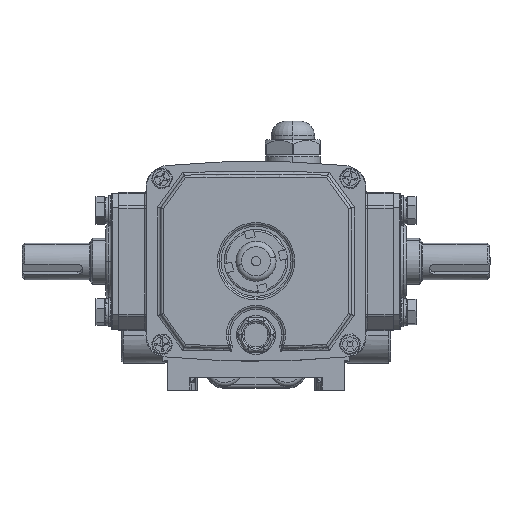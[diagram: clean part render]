
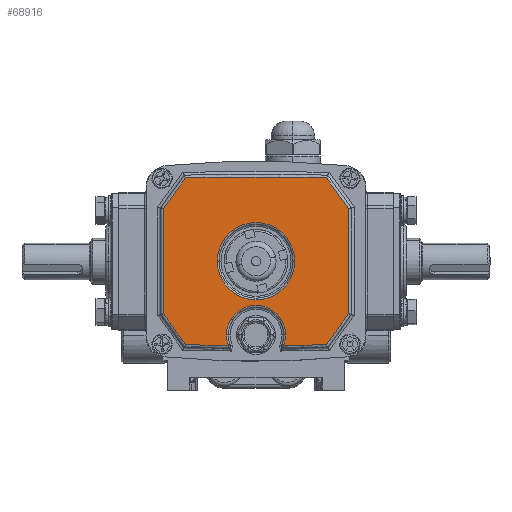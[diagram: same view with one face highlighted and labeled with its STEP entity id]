
A CAD part, top view. The second image highlights one B-rep face of the part: STEP entity #68916.
In plain terms, the highlighted planar face has unit normal (0, 0, 1).
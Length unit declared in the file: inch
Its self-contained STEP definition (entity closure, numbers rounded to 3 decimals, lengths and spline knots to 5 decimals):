
#781 = AXIS2_PLACEMENT_3D ( 'NONE', #54740, #19461, #60634 ) ;
#1054 = DIRECTION ( 'NONE',  ( 0., 0., 1. ) ) ;
#2443 = AXIS2_PLACEMENT_3D ( 'NONE', #72747, #31970, #49264 ) ;
#2513 = EDGE_CURVE ( 'NONE', #29953, #71394, #73706, .T. ) ;
#2702 = CARTESIAN_POINT ( 'NONE',  ( -0.58865, -1.79907, 8.00197 ) ) ;
#2785 = ORIENTED_EDGE ( 'NONE', *, *, #2513, .T. ) ;
#2896 = CARTESIAN_POINT ( 'NONE',  ( -0.82677, 0., 8.00197 ) ) ;
#4823 = CIRCLE ( 'NONE', #4828, 0.82677 ) ;
#4828 = AXIS2_PLACEMENT_3D ( 'NONE', #60944, #25642, #66861 ) ;
#6501 = CARTESIAN_POINT ( 'NONE',  ( 0., -1.5748, 8.00197 ) ) ;
#6963 = ORIENTED_EDGE ( 'NONE', *, *, #25354, .T. ) ;
#7862 = CARTESIAN_POINT ( 'NONE',  ( -1.97835, -55.36728, 8.00197 ) ) ;
#8668 = LINE ( 'NONE', #7862, #39980 ) ;
#9014 = PLANE ( 'NONE',  #52595 ) ;
#9889 = AXIS2_PLACEMENT_3D ( 'NONE', #19040, #60200, #24921 ) ;
#9896 = CARTESIAN_POINT ( 'NONE',  ( 1.97835, -1.12272, 8.00197 ) ) ;
#10624 = EDGE_CURVE ( 'NONE', #33213, #46833, #47658, .T. ) ;
#12249 = CARTESIAN_POINT ( 'NONE',  ( 1.97835, -55.36728, 8.00197 ) ) ;
#12373 = DIRECTION ( 'NONE',  ( -1., 0., 0. ) ) ;
#12619 = EDGE_CURVE ( 'NONE', #46794, #18010, #20767, .T. ) ;
#13700 = CARTESIAN_POINT ( 'NONE',  ( 28.07159, -35.20317, 8.00197 ) ) ;
#13825 = VERTEX_POINT ( 'NONE', #62136 ) ;
#13874 = EDGE_CURVE ( 'NONE', #71394, #46794, #63935, .T. ) ;
#14113 = DIRECTION ( 'NONE',  ( -0.583, 0.812, 0. ) ) ;
#14173 = ORIENTED_EDGE ( 'NONE', *, *, #23036, .T. ) ;
#14943 = DIRECTION ( 'NONE',  ( -1., 0., 0. ) ) ;
#16915 = ORIENTED_EDGE ( 'NONE', *, *, #41054, .T. ) ;
#18010 = VERTEX_POINT ( 'NONE', #57816 ) ;
#18974 = CARTESIAN_POINT ( 'NONE',  ( 0., -1.5748, 8.00197 ) ) ;
#19040 = CARTESIAN_POINT ( 'NONE',  ( 0., 55.36728, 8.00197 ) ) ;
#19461 = DIRECTION ( 'NONE',  ( 0., 0., -1. ) ) ;
#20005 = DIRECTION ( 'NONE',  ( 0.583, 0.812, 0. ) ) ;
#20617 = ORIENTED_EDGE ( 'NONE', *, *, #64765, .T. ) ;
#20767 = LINE ( 'NONE', #29191, #36426 ) ;
#21212 = ORIENTED_EDGE ( 'NONE', *, *, #62849, .T. ) ;
#21727 = VERTEX_POINT ( 'NONE', #2896 ) ;
#22452 = CARTESIAN_POINT ( 'NONE',  ( 1.97835, 1.12272, 8.00197 ) ) ;
#23036 = EDGE_CURVE ( 'NONE', #13825, #21727, #71780, .T. ) ;
#24853 = DIRECTION ( 'NONE',  ( -1., 0., 0. ) ) ;
#24902 = CIRCLE ( 'NONE', #9889, 57.16938 ) ;
#24921 = DIRECTION ( 'NONE',  ( -1., 0., 0. ) ) ;
#25354 = EDGE_CURVE ( 'NONE', #30769, #63126, #38771, .T. ) ;
#25642 = DIRECTION ( 'NONE',  ( 0., 0., -1. ) ) ;
#25954 = EDGE_CURVE ( 'NONE', #46833, #30769, #24902, .T. ) ;
#26887 = CARTESIAN_POINT ( 'NONE',  ( -1.50457, 1.7823, 8.00197 ) ) ;
#27047 = CARTESIAN_POINT ( 'NONE',  ( 0., 0., 8.00197 ) ) ;
#27618 = VERTEX_POINT ( 'NONE', #42911 ) ;
#27873 = ORIENTED_EDGE ( 'NONE', *, *, #33052, .T. ) ;
#28663 = DIRECTION ( 'NONE',  ( -0.583, -0.812, 0. ) ) ;
#29191 = CARTESIAN_POINT ( 'NONE',  ( -28.07159, -35.20317, 8.00197 ) ) ;
#29890 = CARTESIAN_POINT ( 'NONE',  ( -0.62992, -1.5748, 8.00197 ) ) ;
#29901 = LINE ( 'NONE', #12249, #75102 ) ;
#29953 = VERTEX_POINT ( 'NONE', #22452 ) ;
#30638 = FACE_BOUND ( 'NONE', #40852, .T. ) ;
#30769 = VERTEX_POINT ( 'NONE', #2702 ) ;
#31480 = AXIS2_PLACEMENT_3D ( 'NONE', #27047, #68273, #32966 ) ;
#31970 = DIRECTION ( 'NONE',  ( 0., 0., 1. ) ) ;
#32012 = EDGE_CURVE ( 'NONE', #75576, #36183, #74107, .T. ) ;
#32966 = DIRECTION ( 'NONE',  ( -1., 0., 0. ) ) ;
#33052 = EDGE_CURVE ( 'NONE', #21727, #13825, #4823, .T. ) ;
#33213 = VERTEX_POINT ( 'NONE', #50576 ) ;
#33279 = EDGE_LOOP ( 'NONE', ( #52212, #6963, #63492, #34476, #20617, #43142, #21212, #2785, #72433, #35105, #16915, #50306 ) ) ;
#33572 = CARTESIAN_POINT ( 'NONE',  ( -1.50457, -1.7823, 8.00197 ) ) ;
#33879 = VECTOR ( 'NONE', #36973, 39.37008 ) ;
#34213 = CIRCLE ( 'NONE', #48613, 0.62992 ) ;
#34476 = ORIENTED_EDGE ( 'NONE', *, *, #59720, .T. ) ;
#35105 = ORIENTED_EDGE ( 'NONE', *, *, #12619, .T. ) ;
#36183 = VERTEX_POINT ( 'NONE', #9896 ) ;
#36319 = CARTESIAN_POINT ( 'NONE',  ( 0., 55.36728, 8.00197 ) ) ;
#36426 = VECTOR ( 'NONE', #28663, 39.37008 ) ;
#36973 = DIRECTION ( 'NONE',  ( 0.583, -0.812, 0. ) ) ;
#38116 = CARTESIAN_POINT ( 'NONE',  ( 0., -55.36728, 8.00197 ) ) ;
#38771 = CIRCLE ( 'NONE', #73589, 0.62992 ) ;
#39719 = EDGE_CURVE ( 'NONE', #63126, #71544, #75972, .T. ) ;
#39980 = VECTOR ( 'NONE', #49016, 39.37008 ) ;
#40852 = EDGE_LOOP ( 'NONE', ( #27873, #14173 ) ) ;
#41054 = EDGE_CURVE ( 'NONE', #18010, #33213, #8668, .T. ) ;
#42247 = DIRECTION ( 'NONE',  ( -1., 0., 0. ) ) ;
#42911 = CARTESIAN_POINT ( 'NONE',  ( 0.58865, -1.79907, 8.00197 ) ) ;
#43142 = ORIENTED_EDGE ( 'NONE', *, *, #32012, .T. ) ;
#46794 = VERTEX_POINT ( 'NONE', #26887 ) ;
#46833 = VERTEX_POINT ( 'NONE', #33572 ) ;
#47616 = DIRECTION ( 'NONE',  ( 0., 0., -1. ) ) ;
#47658 = LINE ( 'NONE', #49307, #33879 ) ;
#48613 = AXIS2_PLACEMENT_3D ( 'NONE', #18974, #60132, #24853 ) ;
#49016 = DIRECTION ( 'NONE',  ( 0., -1., 0. ) ) ;
#49264 = DIRECTION ( 'NONE',  ( -1., 0., 0. ) ) ;
#49301 = CARTESIAN_POINT ( 'NONE',  ( -24.39763, -37.84222, 8.00197 ) ) ;
#49307 = CARTESIAN_POINT ( 'NONE',  ( 24.39763, -37.84222, 8.00197 ) ) ;
#50187 = DIRECTION ( 'NONE',  ( 0., 0., -1. ) ) ;
#50306 = ORIENTED_EDGE ( 'NONE', *, *, #10624, .T. ) ;
#50576 = CARTESIAN_POINT ( 'NONE',  ( -1.97835, -1.12272, 8.00197 ) ) ;
#50633 = CIRCLE ( 'NONE', #50877, 57.16938 ) ;
#50754 = CARTESIAN_POINT ( 'NONE',  ( 1.50457, 1.7823, 8.00197 ) ) ;
#50877 = AXIS2_PLACEMENT_3D ( 'NONE', #36319, #1054, #42247 ) ;
#51786 = CARTESIAN_POINT ( 'NONE',  ( 0.62992, -1.5748, 8.00197 ) ) ;
#52212 = ORIENTED_EDGE ( 'NONE', *, *, #25954, .T. ) ;
#52595 = AXIS2_PLACEMENT_3D ( 'NONE', #38116, #50187, #14943 ) ;
#54740 = CARTESIAN_POINT ( 'NONE',  ( 0., -1.5748, 8.00197 ) ) ;
#56542 = VECTOR ( 'NONE', #20005, 39.37008 ) ;
#56737 = CARTESIAN_POINT ( 'NONE',  ( 1.50457, -1.7823, 8.00197 ) ) ;
#57816 = CARTESIAN_POINT ( 'NONE',  ( -1.97835, 1.12272, 8.00197 ) ) ;
#59720 = EDGE_CURVE ( 'NONE', #71544, #27618, #34213, .T. ) ;
#60132 = DIRECTION ( 'NONE',  ( 0., 0., -1. ) ) ;
#60200 = DIRECTION ( 'NONE',  ( 0., 0., 1. ) ) ;
#60634 = DIRECTION ( 'NONE',  ( -1., 0., 0. ) ) ;
#60944 = CARTESIAN_POINT ( 'NONE',  ( 0., 0., 8.00197 ) ) ;
#62136 = CARTESIAN_POINT ( 'NONE',  ( 0.82677, 0., 8.00197 ) ) ;
#62849 = EDGE_CURVE ( 'NONE', #36183, #29953, #29901, .T. ) ;
#63126 = VERTEX_POINT ( 'NONE', #29890 ) ;
#63492 = ORIENTED_EDGE ( 'NONE', *, *, #39719, .T. ) ;
#63935 = CIRCLE ( 'NONE', #2443, 57.16938 ) ;
#64765 = EDGE_CURVE ( 'NONE', #27618, #75576, #50633, .T. ) ;
#66861 = DIRECTION ( 'NONE',  ( -1., 0., 0. ) ) ;
#68273 = DIRECTION ( 'NONE',  ( 0., 0., -1. ) ) ;
#68916 = ADVANCED_FACE ( 'NONE', ( #30638, #75822 ), #9014, .F. ) ;
#71277 = DIRECTION ( 'NONE',  ( 0., 1., 0. ) ) ;
#71394 = VERTEX_POINT ( 'NONE', #50754 ) ;
#71544 = VERTEX_POINT ( 'NONE', #51786 ) ;
#71780 = CIRCLE ( 'NONE', #31480, 0.82677 ) ;
#72433 = ORIENTED_EDGE ( 'NONE', *, *, #13874, .T. ) ;
#72747 = CARTESIAN_POINT ( 'NONE',  ( 0., -55.36728, 8.00197 ) ) ;
#73589 = AXIS2_PLACEMENT_3D ( 'NONE', #6501, #47616, #12373 ) ;
#73706 = LINE ( 'NONE', #13700, #75524 ) ;
#74107 = LINE ( 'NONE', #49301, #56542 ) ;
#75102 = VECTOR ( 'NONE', #71277, 39.37008 ) ;
#75524 = VECTOR ( 'NONE', #14113, 39.37008 ) ;
#75576 = VERTEX_POINT ( 'NONE', #56737 ) ;
#75822 = FACE_OUTER_BOUND ( 'NONE', #33279, .T. ) ;
#75972 = CIRCLE ( 'NONE', #781, 0.62992 ) ;
